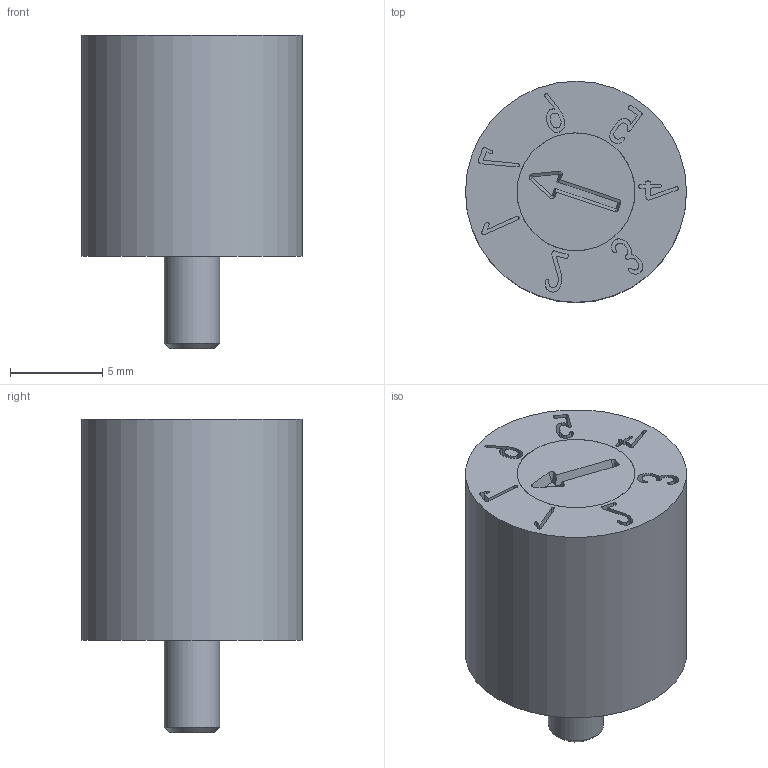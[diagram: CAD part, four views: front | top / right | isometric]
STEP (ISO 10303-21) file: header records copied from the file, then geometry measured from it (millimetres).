
FILE_DESCRIPTION(/* description */ (''),/* implementation_level */ '2;1');
FILE_NAME(/* name */ 'Dati-2100_WT$12$00.stp',/* time_stamp */ '2025-09-21T15:25:49+02:00',/* author */ ('olafg'),/* organization */ (''),/* preprocessor_version */ 'ST-DEVELOPER v20',/* originating_system */ 'Autodesk Inventor 2024',/* authorisation */ '');
FILE_SCHEMA (('AUTOMOTIVE_DESIGN { 1 0 10303 214 3 1 1 }'));
Length unit declared in the file: millimetre
Products named in the file (3): Zusammenbau 1012; 1012-01-00 Hülse; 2012-05-00 Stelleinsatz
Assembly tree (2 placements, depth 2):
  Zusammenbau 1012
    1012-01-00 Hülse
    2012-05-00 Stelleinsatz
Bounding box: 12 x 12 x 17 mm (x, y, z)
Volume: 1210.8 mm3; surface area: 1194.4 mm2
Topology: 2 solids, 2 shells, 171 faces, 466 edges, 310 vertices
Faces by surface type: bspline 97, plane 61, cone 7, cylinder 5, torus 1
Full cylindrical faces by diameter (mm): 3 x2, 6.4 x2, 12 x1
Entity records: 5986 total; most frequent: CARTESIAN_POINT 2197, ORIENTED_EDGE 932, EDGE_CURVE 466, DIRECTION 455, VERTEX_POINT 310, LINE 247, VECTOR 247, B_SPLINE_CURVE_WITH_KNOTS 194
